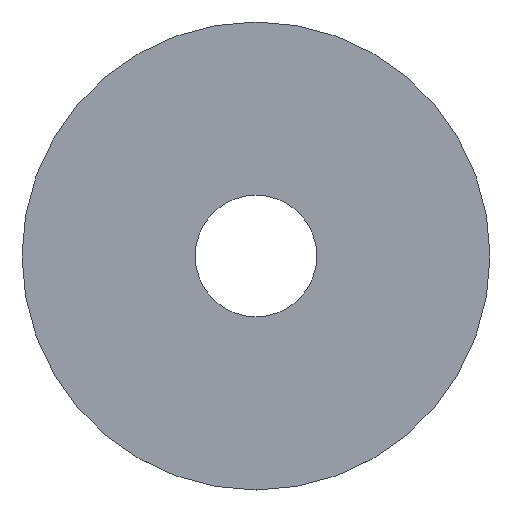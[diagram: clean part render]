
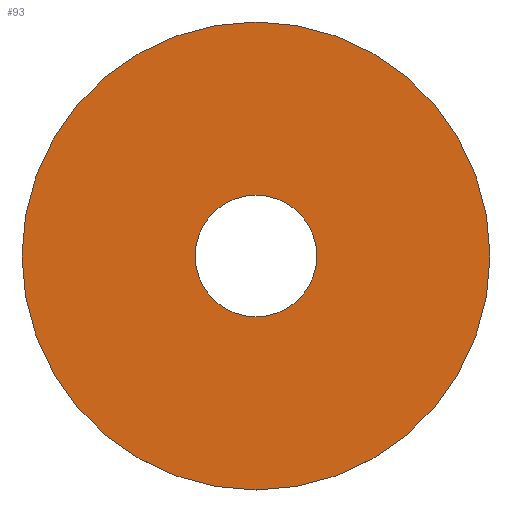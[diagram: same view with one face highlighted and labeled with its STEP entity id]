
A CAD part, top view. The second image highlights one B-rep face of the part: STEP entity #93.
In plain terms, the highlighted planar face has unit normal (0, 0, 1).
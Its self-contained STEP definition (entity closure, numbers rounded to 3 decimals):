
#6 = VERTEX_POINT ( 'NONE', #108 ) ;
#10 = DIRECTION ( 'NONE',  ( 0., 1., 0. ) ) ;
#16 = EDGE_CURVE ( 'NONE', #100, #100, #25, .T. ) ;
#21 = DIRECTION ( 'NONE',  ( 0., 0., 1. ) ) ;
#23 = EDGE_LOOP ( 'NONE', ( #128 ) ) ;
#25 = CIRCLE ( 'NONE', #63, 6.5 ) ;
#46 = CARTESIAN_POINT ( 'NONE',  ( 0., 0., 0.4 ) ) ;
#63 = AXIS2_PLACEMENT_3D ( 'NONE', #89, #90, #129 ) ;
#71 = CARTESIAN_POINT ( 'NONE',  ( 0., 6.5, 0.4 ) ) ;
#73 = PLANE ( 'NONE',  #142 ) ;
#87 = CARTESIAN_POINT ( 'NONE',  ( 0., 6.5, 0.4 ) ) ;
#89 = CARTESIAN_POINT ( 'NONE',  ( 0., 0., 0.4 ) ) ;
#90 = DIRECTION ( 'NONE',  ( 0., 0., -1. ) ) ;
#93 = ADVANCED_FACE ( 'NONE', ( #166, #152 ), #73, .T. ) ;
#100 = VERTEX_POINT ( 'NONE', #71 ) ;
#108 = CARTESIAN_POINT ( 'NONE',  ( 0., 25., 0.4 ) ) ;
#126 = DIRECTION ( 'NONE',  ( 0., 0., -1. ) ) ;
#127 = AXIS2_PLACEMENT_3D ( 'NONE', #46, #126, #10 ) ;
#128 = ORIENTED_EDGE ( 'NONE', *, *, #138, .F. ) ;
#129 = DIRECTION ( 'NONE',  ( 0., 1., 0. ) ) ;
#138 = EDGE_CURVE ( 'NONE', #6, #6, #161, .T. ) ;
#142 = AXIS2_PLACEMENT_3D ( 'NONE', #87, #21, #162 ) ;
#144 = EDGE_LOOP ( 'NONE', ( #156 ) ) ;
#152 = FACE_OUTER_BOUND ( 'NONE', #23, .T. ) ;
#156 = ORIENTED_EDGE ( 'NONE', *, *, #16, .T. ) ;
#161 = CIRCLE ( 'NONE', #127, 25. ) ;
#162 = DIRECTION ( 'NONE',  ( 0., -1., 0. ) ) ;
#166 = FACE_BOUND ( 'NONE', #144, .T. ) ;
